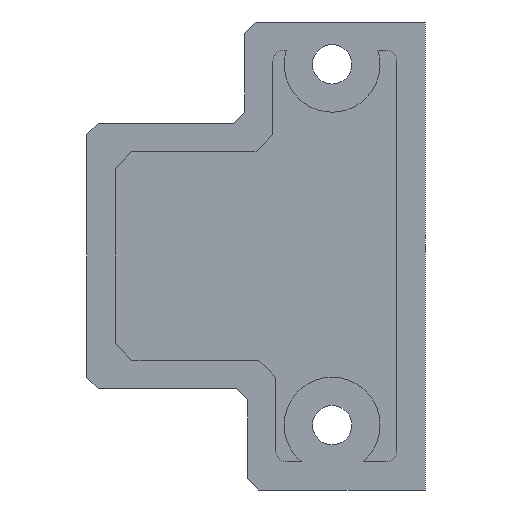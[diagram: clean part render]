
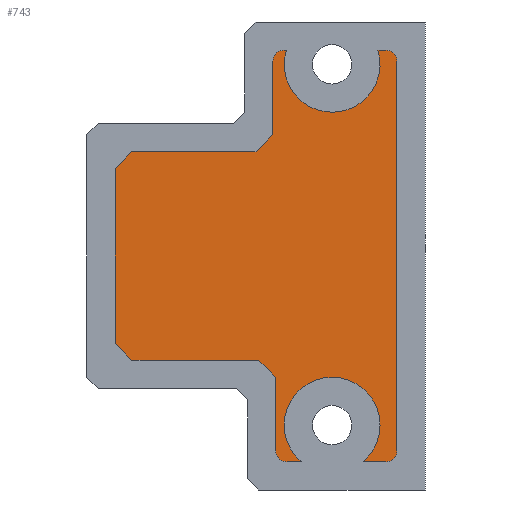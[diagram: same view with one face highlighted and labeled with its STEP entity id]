
A CAD part, left-side view. The second image highlights one B-rep face of the part: STEP entity #743.
In plain terms, the highlighted planar face has unit normal (-1, 0, 0).
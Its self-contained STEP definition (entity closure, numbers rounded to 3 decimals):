
#22=PLANE('',#802);
#56=FACE_OUTER_BOUND('',#95,.T.);
#95=EDGE_LOOP('',(#534,#535,#536,#537,#538,#539,#540,#541,#542,#543,#544,
#545,#546,#547,#548,#549,#550,#551,#552,#553));
#136=LINE('',#1062,#228);
#141=LINE('',#1077,#233);
#146=LINE('',#1092,#238);
#147=LINE('',#1094,#239);
#148=LINE('',#1096,#240);
#149=LINE('',#1100,#241);
#150=LINE('',#1104,#242);
#151=LINE('',#1106,#243);
#152=LINE('',#1108,#244);
#153=LINE('',#1110,#245);
#154=LINE('',#1112,#246);
#155=LINE('',#1114,#247);
#156=LINE('',#1116,#248);
#157=LINE('',#1117,#249);
#228=VECTOR('',#858,10.);
#233=VECTOR('',#871,10.);
#238=VECTOR('',#884,10.);
#239=VECTOR('',#887,10.);
#240=VECTOR('',#888,10.);
#241=VECTOR('',#891,10.);
#242=VECTOR('',#894,10.);
#243=VECTOR('',#895,10.);
#244=VECTOR('',#896,10.);
#245=VECTOR('',#897,10.);
#246=VECTOR('',#898,10.);
#247=VECTOR('',#899,10.);
#248=VECTOR('',#900,10.);
#249=VECTOR('',#901,10.);
#318=CIRCLE('',#792,2.);
#320=CIRCLE('',#796,2.);
#322=CIRCLE('',#800,2.);
#324=CIRCLE('',#803,8.5);
#325=CIRCLE('',#804,8.5);
#326=CIRCLE('',#805,2.);
#334=VERTEX_POINT('',#1052);
#335=VERTEX_POINT('',#1053);
#338=VERTEX_POINT('',#1061);
#340=VERTEX_POINT('',#1067);
#341=VERTEX_POINT('',#1068);
#344=VERTEX_POINT('',#1076);
#346=VERTEX_POINT('',#1082);
#347=VERTEX_POINT('',#1083);
#350=VERTEX_POINT('',#1091);
#351=VERTEX_POINT('',#1095);
#352=VERTEX_POINT('',#1097);
#353=VERTEX_POINT('',#1099);
#354=VERTEX_POINT('',#1101);
#355=VERTEX_POINT('',#1103);
#356=VERTEX_POINT('',#1105);
#357=VERTEX_POINT('',#1107);
#358=VERTEX_POINT('',#1109);
#359=VERTEX_POINT('',#1111);
#360=VERTEX_POINT('',#1113);
#361=VERTEX_POINT('',#1115);
#406=EDGE_CURVE('',#334,#335,#318,.T.);
#410=EDGE_CURVE('',#338,#334,#136,.F.);
#413=EDGE_CURVE('',#340,#341,#320,.T.);
#417=EDGE_CURVE('',#344,#340,#141,.F.);
#420=EDGE_CURVE('',#346,#347,#322,.T.);
#424=EDGE_CURVE('',#335,#350,#146,.F.);
#425=EDGE_CURVE('',#350,#344,#324,.F.);
#426=EDGE_CURVE('',#346,#341,#147,.T.);
#427=EDGE_CURVE('',#351,#347,#148,.T.);
#428=EDGE_CURVE('',#351,#352,#325,.F.);
#429=EDGE_CURVE('',#353,#352,#149,.T.);
#430=EDGE_CURVE('',#353,#354,#326,.T.);
#431=EDGE_CURVE('',#355,#354,#150,.T.);
#432=EDGE_CURVE('',#356,#355,#151,.F.);
#433=EDGE_CURVE('',#356,#357,#152,.F.);
#434=EDGE_CURVE('',#357,#358,#153,.T.);
#435=EDGE_CURVE('',#358,#359,#154,.F.);
#436=EDGE_CURVE('',#359,#360,#155,.T.);
#437=EDGE_CURVE('',#360,#361,#156,.F.);
#438=EDGE_CURVE('',#338,#361,#157,.F.);
#534=ORIENTED_EDGE('',*,*,#406,.T.);
#535=ORIENTED_EDGE('',*,*,#424,.T.);
#536=ORIENTED_EDGE('',*,*,#425,.T.);
#537=ORIENTED_EDGE('',*,*,#417,.T.);
#538=ORIENTED_EDGE('',*,*,#413,.T.);
#539=ORIENTED_EDGE('',*,*,#426,.F.);
#540=ORIENTED_EDGE('',*,*,#420,.T.);
#541=ORIENTED_EDGE('',*,*,#427,.F.);
#542=ORIENTED_EDGE('',*,*,#428,.T.);
#543=ORIENTED_EDGE('',*,*,#429,.F.);
#544=ORIENTED_EDGE('',*,*,#430,.T.);
#545=ORIENTED_EDGE('',*,*,#431,.F.);
#546=ORIENTED_EDGE('',*,*,#432,.F.);
#547=ORIENTED_EDGE('',*,*,#433,.T.);
#548=ORIENTED_EDGE('',*,*,#434,.T.);
#549=ORIENTED_EDGE('',*,*,#435,.T.);
#550=ORIENTED_EDGE('',*,*,#436,.T.);
#551=ORIENTED_EDGE('',*,*,#437,.T.);
#552=ORIENTED_EDGE('',*,*,#438,.F.);
#553=ORIENTED_EDGE('',*,*,#410,.T.);
#743=ADVANCED_FACE('',(#56),#22,.T.);
#792=AXIS2_PLACEMENT_3D('',#1054,#850,#851);
#796=AXIS2_PLACEMENT_3D('',#1069,#863,#864);
#800=AXIS2_PLACEMENT_3D('',#1084,#876,#877);
#802=AXIS2_PLACEMENT_3D('',#1090,#882,#883);
#803=AXIS2_PLACEMENT_3D('',#1093,#885,#886);
#804=AXIS2_PLACEMENT_3D('',#1098,#889,#890);
#805=AXIS2_PLACEMENT_3D('',#1102,#892,#893);
#850=DIRECTION('center_axis',(-1.,0.,0.));
#851=DIRECTION('ref_axis',(0.,0.707,-0.707));
#858=DIRECTION('',(0.,0.,1.));
#863=DIRECTION('center_axis',(-1.,0.,0.));
#864=DIRECTION('ref_axis',(0.,-0.707,-0.707));
#871=DIRECTION('',(0.,1.,0.));
#876=DIRECTION('center_axis',(-1.,0.,0.));
#877=DIRECTION('ref_axis',(0.,-0.707,0.707));
#882=DIRECTION('center_axis',(-1.,0.,0.));
#883=DIRECTION('ref_axis',(0.,-1.,0.));
#884=DIRECTION('',(0.,1.,0.));
#885=DIRECTION('center_axis',(-1.,0.,0.));
#886=DIRECTION('ref_axis',(0.,-1.,0.));
#887=DIRECTION('',(0.,0.,-1.));
#888=DIRECTION('',(0.,-1.,0.));
#889=DIRECTION('center_axis',(-1.,0.,0.));
#890=DIRECTION('ref_axis',(0.,-1.,0.));
#891=DIRECTION('',(0.,-1.,0.));
#892=DIRECTION('center_axis',(-1.,0.,0.));
#893=DIRECTION('ref_axis',(0.,0.707,0.707));
#894=DIRECTION('',(0.,0.,1.));
#895=DIRECTION('',(0.,0.707,-0.707));
#896=DIRECTION('',(0.,-1.,0.));
#897=DIRECTION('',(0.,0.707,-0.707));
#898=DIRECTION('',(0.,0.,1.));
#899=DIRECTION('',(0.,-0.707,-0.707));
#900=DIRECTION('',(0.,1.,0.));
#901=DIRECTION('',(0.,-0.707,-0.707));
#1052=CARTESIAN_POINT('',(-28.5,42.,-34.5));
#1053=CARTESIAN_POINT('',(-28.5,40.,-36.5));
#1054=CARTESIAN_POINT('Origin',(-28.5,40.,-34.5));
#1061=CARTESIAN_POINT('',(-28.5,42.,-21.5));
#1062=CARTESIAN_POINT('',(-28.5,42.,-10.75));
#1067=CARTESIAN_POINT('',(-28.5,22.5,-36.5));
#1068=CARTESIAN_POINT('',(-28.5,20.5,-34.5));
#1069=CARTESIAN_POINT('Origin',(-28.5,22.5,-34.5));
#1076=CARTESIAN_POINT('',(-28.5,26.523,-36.5));
#1077=CARTESIAN_POINT('',(-28.5,47.5,-36.5));
#1082=CARTESIAN_POINT('',(-28.5,20.5,34.5));
#1083=CARTESIAN_POINT('',(-28.5,22.5,36.5));
#1084=CARTESIAN_POINT('Origin',(-28.5,22.5,34.5));
#1090=CARTESIAN_POINT('Origin',(-28.5,48.,2.));
#1091=CARTESIAN_POINT('',(-28.5,37.477,-36.5));
#1092=CARTESIAN_POINT('',(-28.5,47.5,-36.5));
#1093=CARTESIAN_POINT('Origin',(-28.5,32.,-30.));
#1094=CARTESIAN_POINT('',(-28.5,20.5,2.));
#1095=CARTESIAN_POINT('',(-28.5,23.876,36.5));
#1096=CARTESIAN_POINT('',(-28.5,41.,36.5));
#1097=CARTESIAN_POINT('',(-28.5,40.124,36.5));
#1098=CARTESIAN_POINT('Origin',(-28.5,32.,34.));
#1099=CARTESIAN_POINT('',(-28.5,40.5,36.5));
#1100=CARTESIAN_POINT('',(-28.5,41.,36.5));
#1101=CARTESIAN_POINT('',(-28.5,42.5,34.5));
#1102=CARTESIAN_POINT('Origin',(-28.5,40.5,34.5));
#1103=CARTESIAN_POINT('',(-28.5,42.5,21.5));
#1104=CARTESIAN_POINT('',(-28.5,42.5,21.75));
#1105=CARTESIAN_POINT('',(-28.5,45.5,18.5));
#1106=CARTESIAN_POINT('',(-28.5,49.5,14.5));
#1107=CARTESIAN_POINT('',(-28.5,67.5,18.5));
#1108=CARTESIAN_POINT('',(-28.5,47.75,18.5));
#1109=CARTESIAN_POINT('',(-28.5,70.5,15.5));
#1110=CARTESIAN_POINT('',(-28.5,67.5,18.5));
#1111=CARTESIAN_POINT('',(-28.5,70.5,-15.5));
#1112=CARTESIAN_POINT('',(-28.5,70.5,12.75));
#1113=CARTESIAN_POINT('',(-28.5,67.5,-18.5));
#1114=CARTESIAN_POINT('',(-28.5,68.5,-17.5));
#1115=CARTESIAN_POINT('',(-28.5,45.,-18.5));
#1116=CARTESIAN_POINT('',(-28.5,61.75,-18.5));
#1117=CARTESIAN_POINT('',(-28.5,50.125,-13.375));
